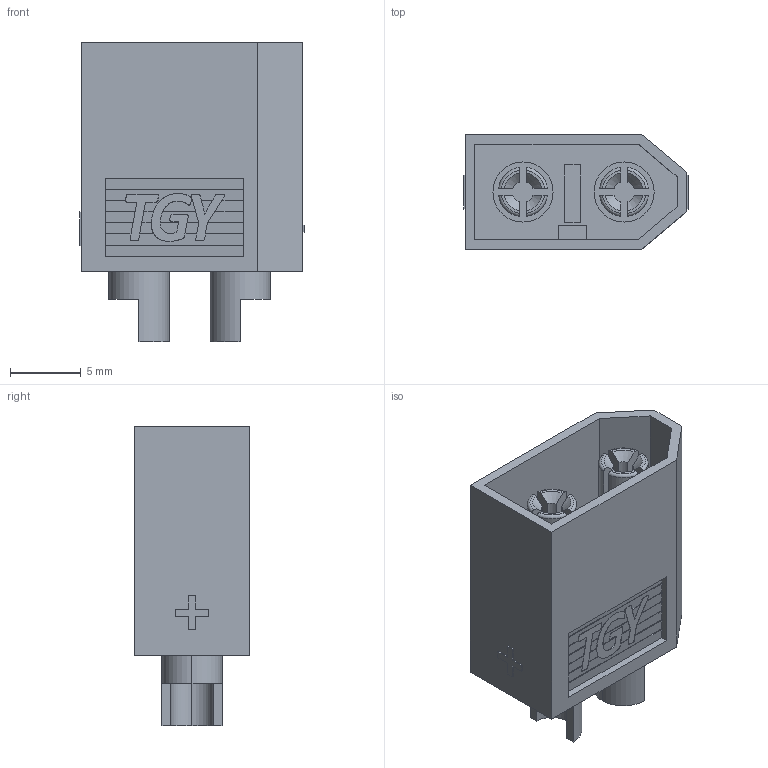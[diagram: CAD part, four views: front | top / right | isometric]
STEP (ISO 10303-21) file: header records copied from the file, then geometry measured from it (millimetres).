
FILE_DESCRIPTION (( 'STEP AP214' ), '1' );
FILE_NAME ('CE7976B3-23E1-4816-B355-D762FA5AB7C0.STEP', '2023-08-28T02:55:24', ( '' ), ( '' ), 'SwSTEP 2.0', 'SolidWorks 2022', '' );
FILE_SCHEMA (( 'AUTOMOTIVE_DESIGN' ));
Length unit declared in the file: millimetre
Products named in the file (1): CE7976B3-23E1-4816-B355-D762FA5AB7C0
Bounding box: 15.9 x 8.15 x 21.2 mm (x, y, z)
Volume: 1049.2 mm3; surface area: 2152.6 mm2
Topology: 1 solids, 1 shells, 409 faces, 1005 edges, 616 vertices
Faces by surface type: plane 250, bspline 107, cylinder 32, cone 12, torus 8
Entity records: 15224 total; most frequent: CARTESIAN_POINT 5950, ORIENTED_EDGE 2002, DIRECTION 1449, EDGE_CURVE 1001, LINE 667, VECTOR 667, VERTEX_POINT 616, EDGE_LOOP 431
